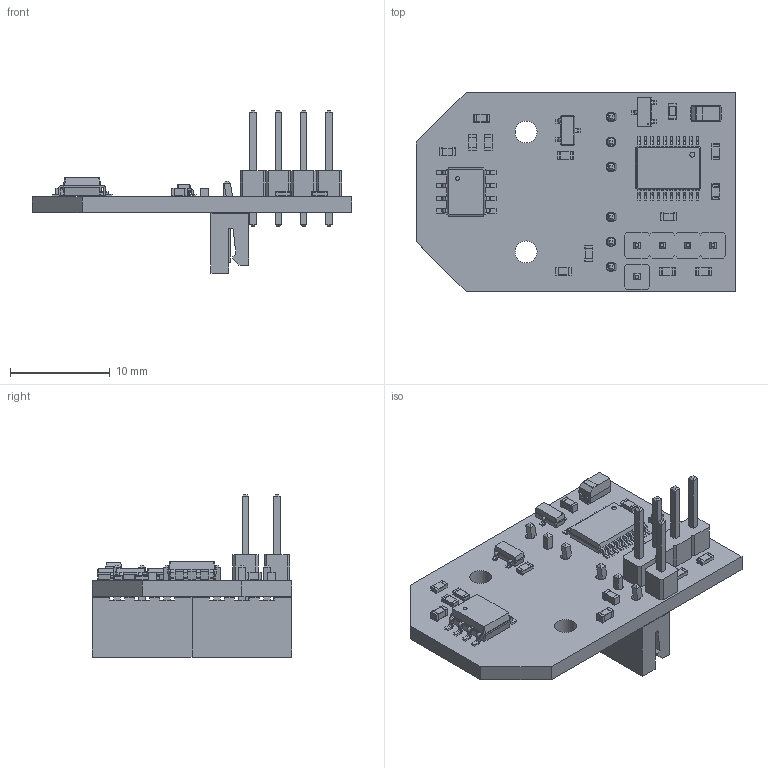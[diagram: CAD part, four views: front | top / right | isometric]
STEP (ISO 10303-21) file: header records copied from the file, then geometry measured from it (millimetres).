
FILE_DESCRIPTION(('KiCad electronic assembly'),'2;1');
FILE_NAME('gd32_encoder.step','2024-11-19T17:21:31',('Pcbnew'),('Kicad') ,'Open CASCADE STEP processor 7.8','KiCad to STEP converter','Unknown' );
FILE_SCHEMA(('AUTOMOTIVE_DESIGN { 1 0 10303 214 1 1 1 1 }'));
Length unit declared in the file: millimetre
Products named in the file (24): gd32_encoder 1; R_0603_1608Metric; PinHeader_1x01_P2.54mm_Vertical; PinHeader_1x01_P254mm_Vertical; CP_EIA-3216-18_Kemet-A; CP_EIA_3216_18_Kemet_A; C_0603_1608Metric; TSSOP-20_4.4x6.5mm_P0.65mm; TSSOP_20_44x65mm_P065mm; SO-8_3.9x4.9mm_P1.27mm; CQ assembly; PinHeader_1x04_P2.54mm_Vertical; PinHeader_1x04_P254mm_Vertical; LED_0603_1608Metric; SOT-23-3; SOT-23; SOT_23; JST_EH_B3B-EH-A_1x03_P2.50mm_Vertical; JST_B3B_EH_A; gd32_encoder_PCB
Assembly tree (34 placements, depth 3):
  gd32_encoder 1
    R_0603_1608Metric  x7
      R_0603_1608Metric
    PinHeader_1x01_P2.54mm_Vertical
      PinHeader_1x01_P254mm_Vertical
    CP_EIA-3216-18_Kemet-A
      CP_EIA_3216_18_Kemet_A
    C_0603_1608Metric  x5
      C_0603_1608Metric
    TSSOP-20_4.4x6.5mm_P0.65mm
      TSSOP_20_44x65mm_P065mm
    SO-8_3.9x4.9mm_P1.27mm
      CQ assembly
    PinHeader_1x04_P2.54mm_Vertical
      PinHeader_1x04_P254mm_Vertical
    LED_0603_1608Metric
      LED_0603_1608Metric
    SOT-23-3
      SOT-23-3
    SOT-23
      SOT_23
    JST_EH_B3B-EH-A_1x03_P2.50mm_Vertical  x2
      JST_B3B_EH_A
    gd32_encoder_PCB
Bounding box: 32 x 20 x 16.24 mm (x, y, z)
Volume: 1340.3 mm3; surface area: 2694.9 mm2
Topology: 32 solids, 32 shells, 1455 faces, 3736 edges, 2383 vertices
Faces by surface type: plane 1062, cylinder 281, bspline 112
Full cylindrical faces by diameter (mm): 0.4 x2, 0.5 x1, 0.95 x6, 1 x5, 2.2 x2
Entity records: 39638 total; most frequent: CARTESIAN_POINT 7221, ORIENTED_EDGE 5536, DIRECTION 5013, EDGE_CURVE 2768, LINE 2259, VECTOR 2259, VERTEX_POINT 1751, AXIS2_PLACEMENT_3D 1377
